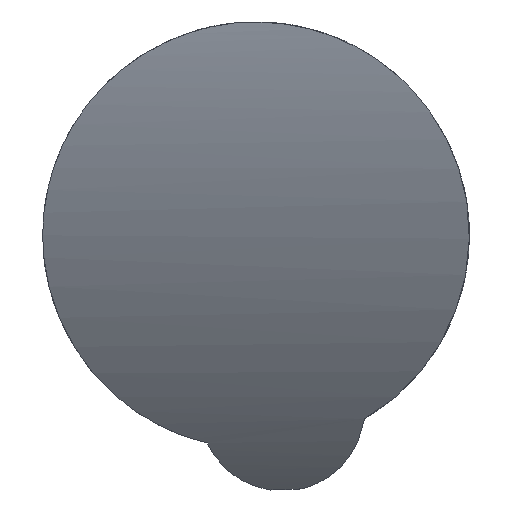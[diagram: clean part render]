
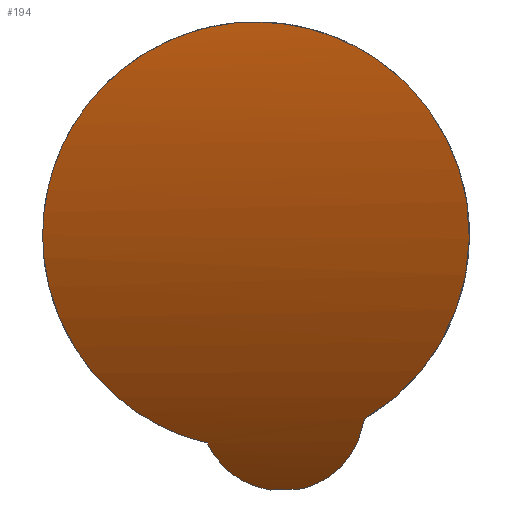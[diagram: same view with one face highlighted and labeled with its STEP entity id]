
A CAD part, left-side view. The second image highlights one B-rep face of the part: STEP entity #194.
In plain terms, the highlighted cylindrical face has radius 22.668 mm (diameter 45.336 mm), a partial arc.
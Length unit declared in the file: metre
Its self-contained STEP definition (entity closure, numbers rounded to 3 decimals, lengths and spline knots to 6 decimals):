
#35=ELLIPSE('',#224,1.255811,0.022668);
#64=ORIENTED_EDGE('',*,*,#104,.F.);
#65=ORIENTED_EDGE('',*,*,#109,.T.);
#66=ORIENTED_EDGE('',*,*,#100,.F.);
#67=ORIENTED_EDGE('',*,*,#119,.T.);
#100=EDGE_CURVE('',#129,#130,#147,.T.);
#104=EDGE_CURVE('',#133,#134,#149,.T.);
#109=EDGE_CURVE('',#133,#130,#35,.F.);
#119=EDGE_CURVE('',#129,#134,#151,.T.);
#129=VERTEX_POINT('',#316);
#130=VERTEX_POINT('',#322);
#133=VERTEX_POINT('',#332);
#134=VERTEX_POINT('',#338);
#147=B_SPLINE_CURVE_WITH_KNOTS('',3,(#317,#318,#319,#320,#321),
 .UNSPECIFIED.,.F.,.F.,(4,1,4),(0.,0.001419,
0.002837),.UNSPECIFIED.);
#149=B_SPLINE_CURVE_WITH_KNOTS('',3,(#333,#334,#335,#336,#337),
 .UNSPECIFIED.,.F.,.F.,(4,1,4),(0.,0.001095,
0.002191),.UNSPECIFIED.);
#151=B_SPLINE_CURVE_WITH_KNOTS('',3,(#369,#370,#371,#372,#373,#374,#375,
#376,#377,#378,#379,#380,#381,#382),.UNSPECIFIED.,.F.,.F.,(4,1,1,1,1,1,
1,1,1,1,1,4),(0.,0.003675,0.00735,
0.009188,0.011025,0.0147,0.018375,
0.020213,0.02205,0.025725,0.027563,
0.0294),.UNSPECIFIED.);
#158=EDGE_LOOP('',(#64,#65,#66,#67));
#171=FACE_BOUND('',#158,.T.);
#182=CYLINDRICAL_SURFACE('',#234,0.022668);
#194=ADVANCED_FACE('',(#171),#182,.T.);
#224=AXIS2_PLACEMENT_3D('',#350,#261,#262);
#234=AXIS2_PLACEMENT_3D('',#368,#282,#283);
#261=DIRECTION('',(0.971,-0.031,0.236));
#262=DIRECTION('',(-0.031,-1.,-0.004));
#282=DIRECTION('',(-0.013,-1.,0.));
#283=DIRECTION('',(1.,-0.013,0.));
#316=CARTESIAN_POINT('',(0.032916,2.511953,0.010698));
#317=CARTESIAN_POINT('',(0.032916,2.511953,0.010698));
#318=CARTESIAN_POINT('',(0.033215,2.512023,0.01033));
#319=CARTESIAN_POINT('',(0.033823,2.512296,0.009637));
#320=CARTESIAN_POINT('',(0.034323,2.513032,0.009137));
#321=CARTESIAN_POINT('',(0.034419,2.513497,0.009047));
#322=CARTESIAN_POINT('',(0.034419,2.513497,0.009047));
#332=CARTESIAN_POINT('',(0.034444,2.514153,0.00903));
#333=CARTESIAN_POINT('',(0.034444,2.514153,0.00903));
#334=CARTESIAN_POINT('',(0.034397,2.514518,0.009082));
#335=CARTESIAN_POINT('',(0.034106,2.515159,0.009385));
#336=CARTESIAN_POINT('',(0.033666,2.515516,0.00987));
#337=CARTESIAN_POINT('',(0.03344,2.515644,0.010133));
#338=CARTESIAN_POINT('',(0.03344,2.515644,0.010133));
#350=CARTESIAN_POINT('',(0.064784,3.588449,0.025));
#368=CARTESIAN_POINT('',(0.049366,2.426206,0.025));
#369=CARTESIAN_POINT('',(0.032916,2.511953,0.010698));
#370=CARTESIAN_POINT('',(0.032428,2.510967,0.011281));
#371=CARTESIAN_POINT('',(0.03114,2.509563,0.01297));
#372=CARTESIAN_POINT('',(0.029678,2.509331,0.015822));
#373=CARTESIAN_POINT('',(0.028909,2.510349,0.017977));
#374=CARTESIAN_POINT('',(0.028444,2.512117,0.019697));
#375=CARTESIAN_POINT('',(0.02835,2.515352,0.020418));
#376=CARTESIAN_POINT('',(0.028752,2.518182,0.01875));
#377=CARTESIAN_POINT('',(0.029503,2.519329,0.016643));
#378=CARTESIAN_POINT('',(0.030509,2.519679,0.014378));
#379=CARTESIAN_POINT('',(0.031783,2.51893,0.012275));
#380=CARTESIAN_POINT('',(0.032921,2.517329,0.010763));
#381=CARTESIAN_POINT('',(0.033325,2.516242,0.010273));
#382=CARTESIAN_POINT('',(0.03344,2.515644,0.010133));
